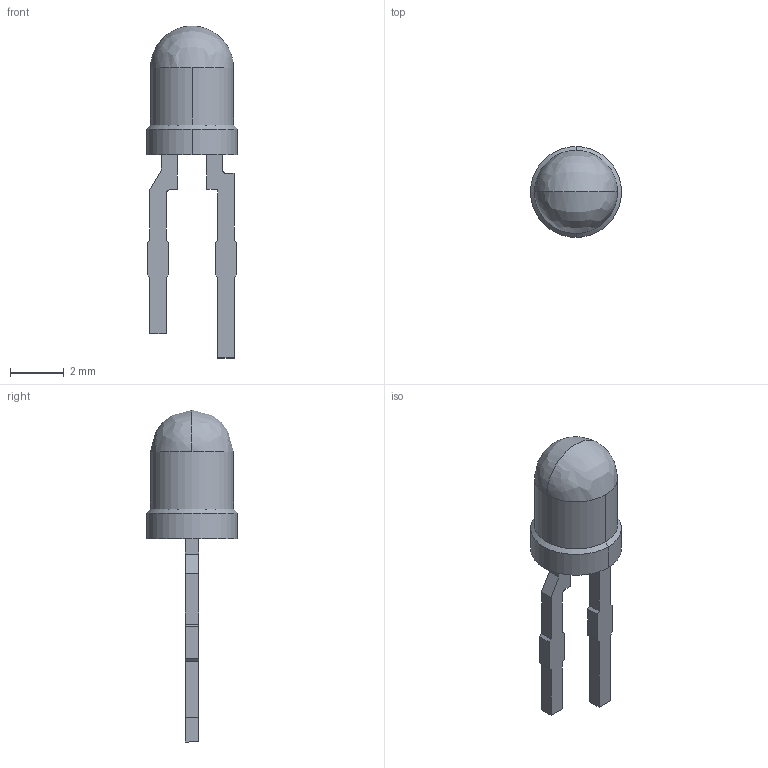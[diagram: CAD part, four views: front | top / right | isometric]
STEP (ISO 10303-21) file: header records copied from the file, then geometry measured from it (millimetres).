
FILE_DESCRIPTION (( 'STEP AP214' ), '1' );
FILE_NAME ('User Library-LA 3366_sc.STEP', '2021-02-02T07:21:53', ( '' ), ( '' ), 'SwSTEP 2.0', 'SolidWorks 2020', '' );
FILE_SCHEMA (( 'AUTOMOTIVE_DESIGN' ));
Length unit declared in the file: centimetre
Products named in the file (4): BODY_amber; LEAD A_sc; User Library-LA 3366_sc; LEAD K_sc
Assembly tree (3 placements, depth 2):
  User Library-LA 3366_sc
    BODY_amber
    LEAD A_sc
    LEAD K_sc
Bounding box: 3.4 x 3.4 x 12.4 mm (x, y, z)
Volume: 38.7 mm3; surface area: 92.7 mm2
Topology: 3 solids, 3 shells, 48 faces, 126 edges, 80 vertices
Faces by surface type: plane 37, cylinder 7, bspline 2, cone 2
Entity records: 2135 total; most frequent: CARTESIAN_POINT 286, ORIENTED_EDGE 244, DIRECTION 243, EDGE_CURVE 122, VECTOR 105, LINE 105, VERTEX_POINT 80, AXIS2_PLACEMENT_3D 69
